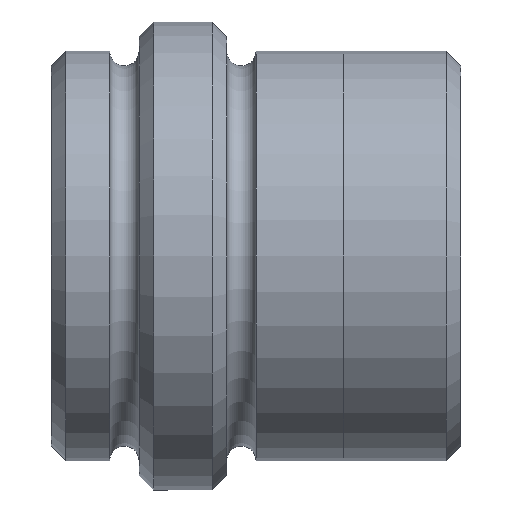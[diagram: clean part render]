
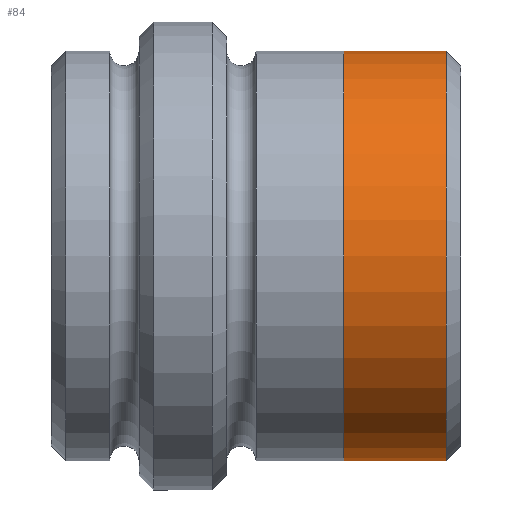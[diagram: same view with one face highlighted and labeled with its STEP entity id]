
A CAD part, front view. The second image highlights one B-rep face of the part: STEP entity #84.
In plain terms, the highlighted cylindrical face has radius 7 mm (diameter 13.999 mm), a full revolution.
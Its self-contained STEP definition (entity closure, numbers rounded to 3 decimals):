
#84 = ADVANCED_FACE( '', ( #118, #119 ), #120, .T. );
#118 = FACE_OUTER_BOUND( '', #172, .T. );
#119 = FACE_OUTER_BOUND( '', #173, .T. );
#120 = CYLINDRICAL_SURFACE( '', #174, 6.999 );
#172 = EDGE_LOOP( '', ( #240 ) );
#173 = EDGE_LOOP( '', ( #241 ) );
#174 = AXIS2_PLACEMENT_3D( '', #242, #243, #244 );
#240 = ORIENTED_EDGE( '', *, *, #307, .T. );
#241 = ORIENTED_EDGE( '', *, *, #308, .F. );
#242 = CARTESIAN_POINT( '', ( 280., 0., 0. ) );
#243 = DIRECTION( '', ( 1., 0., 0. ) );
#244 = DIRECTION( '', ( 0., 0., 1. ) );
#307 = EDGE_CURVE( '', #337, #337, #338, .F. );
#308 = EDGE_CURVE( '', #339, #339, #340, .T. );
#337 = VERTEX_POINT( '', #373 );
#338 = CIRCLE( '', #374, 6.999 );
#339 = VERTEX_POINT( '', #375 );
#340 = CIRCLE( '', #376, 6.999 );
#373 = CARTESIAN_POINT( '', ( 13.5, 0., -6.999 ) );
#374 = AXIS2_PLACEMENT_3D( '', #421, #422, #423 );
#375 = CARTESIAN_POINT( '', ( 10., 0., 7. ) );
#376 = AXIS2_PLACEMENT_3D( '', #424, #425, #426 );
#421 = CARTESIAN_POINT( '', ( 13.5, 0., 0. ) );
#422 = DIRECTION( '', ( 1., 0., 0. ) );
#423 = DIRECTION( '', ( 0., 0., -1. ) );
#424 = CARTESIAN_POINT( '', ( 10., 0., 0. ) );
#425 = DIRECTION( '', ( -1., 0., 0. ) );
#426 = DIRECTION( '', ( 0., 0., 1. ) );
